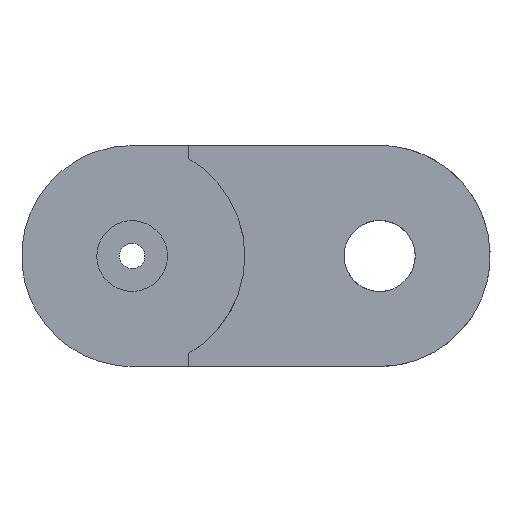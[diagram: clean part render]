
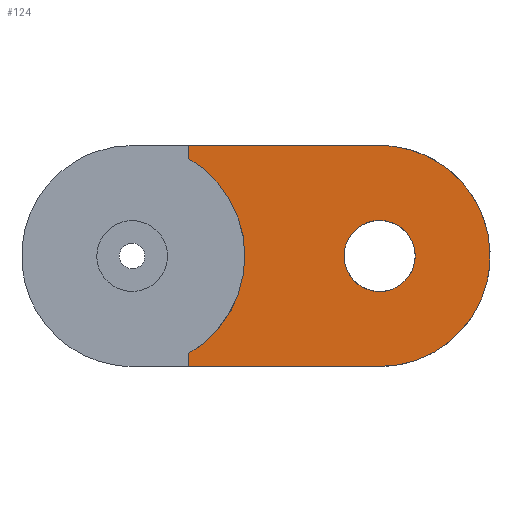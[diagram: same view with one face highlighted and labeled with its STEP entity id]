
A CAD part, front view. The second image highlights one B-rep face of the part: STEP entity #124.
In plain terms, the highlighted planar face has unit normal (0, -1, 0).
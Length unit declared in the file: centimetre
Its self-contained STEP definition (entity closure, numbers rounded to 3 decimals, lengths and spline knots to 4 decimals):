
#68=FACE_BOUND('',#374,.T.);
#124=ADVANCED_FACE('',(#243,#68),#1928,.T.);
#243=FACE_OUTER_BOUND('',#373,.T.);
#373=EDGE_LOOP('',(#707,#708,#709,#710,#711,#712));
#374=EDGE_LOOP('',(#713,#714));
#707=ORIENTED_EDGE('',*,*,#1211,.T.);
#708=ORIENTED_EDGE('',*,*,#1223,.T.);
#709=ORIENTED_EDGE('',*,*,#1212,.T.);
#710=ORIENTED_EDGE('',*,*,#1195,.T.);
#711=ORIENTED_EDGE('',*,*,#1210,.T.);
#712=ORIENTED_EDGE('',*,*,#1197,.T.);
#713=ORIENTED_EDGE('',*,*,#1233,.T.);
#714=ORIENTED_EDGE('',*,*,#1270,.T.);
#1195=EDGE_CURVE('',#1776,#1771,#1662,.T.);
#1197=EDGE_CURVE('',#1778,#1784,#1664,.T.);
#1210=EDGE_CURVE('',#1771,#1778,#1669,.T.);
#1211=EDGE_CURVE('',#1784,#1793,#1455,.T.);
#1212=EDGE_CURVE('',#1794,#1776,#1456,.T.);
#1223=EDGE_CURVE('',#1793,#1794,#1675,.T.);
#1233=EDGE_CURVE('',#1795,#1823,#1682,.T.);
#1270=EDGE_CURVE('',#1823,#1795,#1688,.T.);
#1455=B_SPLINE_CURVE_WITH_KNOTS('',1,(#3036,#3037),.UNSPECIFIED.,.F.,.F.,
(2,2),(-0.3575,-0.0609),.UNSPECIFIED.);
#1456=B_SPLINE_CURVE_WITH_KNOTS('',1,(#3038,#3039),.UNSPECIFIED.,.F.,.F.,
(2,2),(4.3459,4.6425),.UNSPECIFIED.);
#1662=(
BOUNDED_CURVE()
B_SPLINE_CURVE(2,(#2994,#2995,#2996),.UNSPECIFIED.,.F.,.F.)
B_SPLINE_CURVE_WITH_KNOTS((3,3),(-3.4447,0.8718),
 .UNSPECIFIED.)
CURVE()
GEOMETRIC_REPRESENTATION_ITEM()
RATIONAL_B_SPLINE_CURVE((1.,1.,1.))
REPRESENTATION_ITEM('')
);
#1664=(
BOUNDED_CURVE()
B_SPLINE_CURVE(2,(#2999,#3000,#3001),.UNSPECIFIED.,.F.,.F.)
B_SPLINE_CURVE_WITH_KNOTS((3,3),(8.7258,13.0422),
 .UNSPECIFIED.)
CURVE()
GEOMETRIC_REPRESENTATION_ITEM()
RATIONAL_B_SPLINE_CURVE((1.,1.,1.))
REPRESENTATION_ITEM('')
);
#1669=(
BOUNDED_CURVE()
B_SPLINE_CURVE(2,(#3029,#3030,#3031,#3032,#3033,#3034,#3035),
 .UNSPECIFIED.,.F.,.F.)
B_SPLINE_CURVE_WITH_KNOTS((3,2,2,3),(0.8718,2.3987,
6.3257,8.7258),.UNSPECIFIED.)
CURVE()
GEOMETRIC_REPRESENTATION_ITEM()
RATIONAL_B_SPLINE_CURVE((1.,0.958,1.007,0.712,
1.007,0.888,1.))
REPRESENTATION_ITEM('')
);
#1675=(
BOUNDED_CURVE()
B_SPLINE_CURVE(2,(#3077,#3078,#3079,#3080,#3081),.UNSPECIFIED.,.F.,.F.)
B_SPLINE_CURVE_WITH_KNOTS((3,2,3),(-17.2633,-14.6029,
-11.9424),.UNSPECIFIED.)
CURVE()
GEOMETRIC_REPRESENTATION_ITEM()
RATIONAL_B_SPLINE_CURVE((1.,0.867,1.,0.867,1.))
REPRESENTATION_ITEM('')
);
#1682=(
BOUNDED_CURVE()
B_SPLINE_CURVE(2,(#3111,#3112,#3113,#3114,#3115),.UNSPECIFIED.,.F.,.F.)
B_SPLINE_CURVE_WITH_KNOTS((3,2,3),(-5.058,-3.7935,
-2.529),.UNSPECIFIED.)
CURVE()
GEOMETRIC_REPRESENTATION_ITEM()
RATIONAL_B_SPLINE_CURVE((1.,0.707,1.,0.707,1.))
REPRESENTATION_ITEM('')
);
#1688=(
BOUNDED_CURVE()
B_SPLINE_CURVE(2,(#3200,#3201,#3202,#3203,#3204),.UNSPECIFIED.,.F.,.F.)
B_SPLINE_CURVE_WITH_KNOTS((3,2,3),(-2.529,-1.2645,
0.),.UNSPECIFIED.)
CURVE()
GEOMETRIC_REPRESENTATION_ITEM()
RATIONAL_B_SPLINE_CURVE((1.,0.707,1.,0.707,1.))
REPRESENTATION_ITEM('')
);
#1771=VERTEX_POINT('',#2888);
#1776=VERTEX_POINT('',#2893);
#1778=VERTEX_POINT('',#2895);
#1784=VERTEX_POINT('',#2901);
#1793=VERTEX_POINT('',#2910);
#1794=VERTEX_POINT('',#2911);
#1795=VERTEX_POINT('',#2912);
#1823=VERTEX_POINT('',#2940);
#1928=PLANE('',#2067);
#2067=AXIS2_PLACEMENT_3D('',#2742,#2161,$);
#2161=DIRECTION('',(0.,-1.,0.));
#2742=CARTESIAN_POINT('',(6.8047,-3.2789,5.4481));
#2888=CARTESIAN_POINT('',(2.9797,-3.2789,-0.1769));
#2893=CARTESIAN_POINT('',(-1.3368,-3.2789,-0.1769));
#2895=CARTESIAN_POINT('',(2.9797,-3.2789,4.8231));
#2901=CARTESIAN_POINT('',(-1.3368,-3.2789,4.8231));
#2910=CARTESIAN_POINT('',(-1.3368,-3.2789,4.5265));
#2911=CARTESIAN_POINT('',(-1.3368,-3.2789,0.1197));
#2912=CARTESIAN_POINT('',(2.1837,-3.2789,2.4434));
#2940=CARTESIAN_POINT('',(3.7756,-3.2789,2.2028));
#2994=CARTESIAN_POINT('',(-1.3368,-3.2789,-0.1769));
#2995=CARTESIAN_POINT('',(0.8214,-3.2789,-0.1769));
#2996=CARTESIAN_POINT('',(2.9797,-3.2789,-0.1769));
#2999=CARTESIAN_POINT('',(2.9797,-3.2789,4.8231));
#3000=CARTESIAN_POINT('',(0.8214,-3.2789,4.8231));
#3001=CARTESIAN_POINT('',(-1.3368,-3.2789,4.8231));
#3029=CARTESIAN_POINT('',(2.9797,-3.2789,-0.1769));
#3030=CARTESIAN_POINT('',(3.7554,-3.2789,-0.1769));
#3031=CARTESIAN_POINT('',(4.3948,-3.2789,0.2622));
#3032=CARTESIAN_POINT('',(6.4557,-3.2789,1.6774));
#3033=CARTESIAN_POINT('',(5.0405,-3.2789,3.7383));
#3034=CARTESIAN_POINT('',(4.2956,-3.2789,4.8231));
#3035=CARTESIAN_POINT('',(2.9797,-3.2789,4.8231));
#3036=CARTESIAN_POINT('',(-1.3368,-3.2789,4.8231));
#3037=CARTESIAN_POINT('',(-1.3368,-3.2789,4.5265));
#3038=CARTESIAN_POINT('',(-1.3368,-3.2789,0.1197));
#3039=CARTESIAN_POINT('',(-1.3368,-3.2789,-0.1769));
#3077=CARTESIAN_POINT('',(-1.3368,-3.2789,4.5265));
#3078=CARTESIAN_POINT('',(-0.0703,-3.2789,3.7888));
#3079=CARTESIAN_POINT('',(-0.0703,-3.2789,2.3231));
#3080=CARTESIAN_POINT('',(-0.0703,-3.2789,0.8574));
#3081=CARTESIAN_POINT('',(-1.3368,-3.2789,0.1197));
#3111=CARTESIAN_POINT('',(2.1837,-3.2789,2.4434));
#3112=CARTESIAN_POINT('',(2.304,-3.2789,3.2393));
#3113=CARTESIAN_POINT('',(3.0999,-3.2789,3.1191));
#3114=CARTESIAN_POINT('',(3.8959,-3.2789,2.9988));
#3115=CARTESIAN_POINT('',(3.7756,-3.2789,2.2028));
#3200=CARTESIAN_POINT('',(3.7756,-3.2789,2.2028));
#3201=CARTESIAN_POINT('',(3.6553,-3.2789,1.4069));
#3202=CARTESIAN_POINT('',(2.8594,-3.2789,1.5271));
#3203=CARTESIAN_POINT('',(2.0634,-3.2789,1.6474));
#3204=CARTESIAN_POINT('',(2.1837,-3.2789,2.4434));
